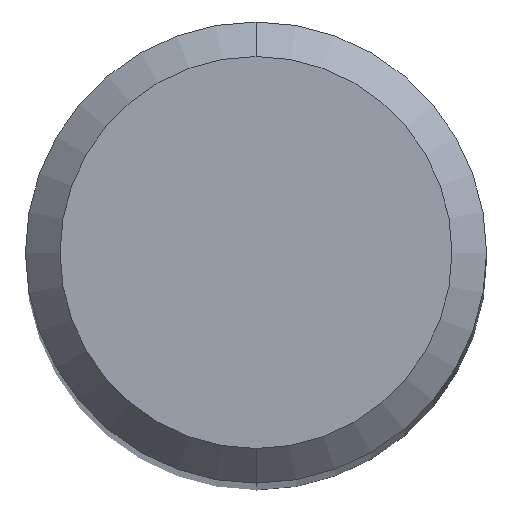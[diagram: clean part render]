
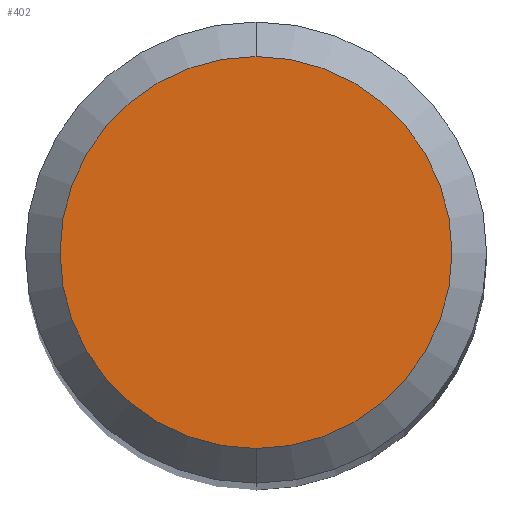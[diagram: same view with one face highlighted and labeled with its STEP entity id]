
A CAD part, top view. The second image highlights one B-rep face of the part: STEP entity #402.
In plain terms, the highlighted planar face has unit normal (0, 0, 1).
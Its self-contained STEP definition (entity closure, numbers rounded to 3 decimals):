
#228=EDGE_CURVE('',#338,#386,#570,.T.);
#338=VERTEX_POINT('',#689);
#374=EDGE_CURVE('',#386,#338,#729,.T.);
#386=VERTEX_POINT('',#743);
#402=ADVANCED_FACE('',(#759),#760,.T.);
#570=CIRCLE('',#988,1.7);
#689=CARTESIAN_POINT('',(0.0,1.7,0.0));
#729=CIRCLE('',#1260,1.7);
#743=CARTESIAN_POINT('',(0.,-1.7,0.0));
#759=FACE_OUTER_BOUND('',#1298,.T.);
#760=PLANE('',#1299);
#988=AXIS2_PLACEMENT_3D('',#1627,#1628,#1629);
#1260=AXIS2_PLACEMENT_3D('',#1791,#1792,#1793);
#1298=EDGE_LOOP('',(#1823,#1824));
#1299=AXIS2_PLACEMENT_3D('',#1825,#1826,#1827);
#1627=CARTESIAN_POINT('',(0.0,0.0,0.0));
#1628=DIRECTION('',(0.0,0.0,-1.0));
#1629=DIRECTION('',(0.0,1.0,0.0));
#1791=CARTESIAN_POINT('',(0.0,0.0,0.0));
#1792=DIRECTION('',(0.0,0.0,-1.0));
#1793=DIRECTION('',(0.0,1.0,0.0));
#1823=ORIENTED_EDGE('',*,*,#228,.F.);
#1824=ORIENTED_EDGE('',*,*,#374,.F.);
#1825=CARTESIAN_POINT('',(0.0,0.85,0.0));
#1826=DIRECTION('',(-0.0,0.0,1.0));
#1827=DIRECTION('',(0.0,-1.0,0.0));
